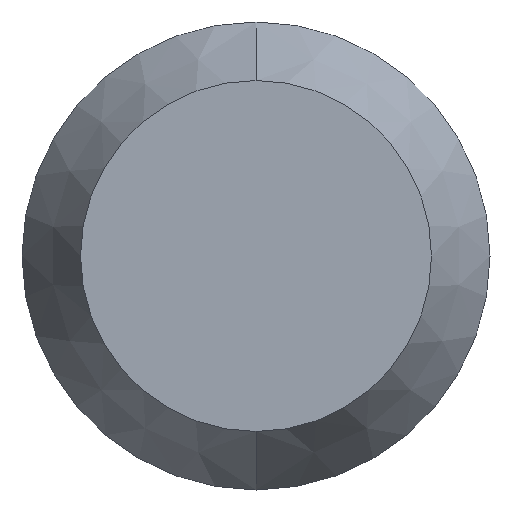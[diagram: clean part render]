
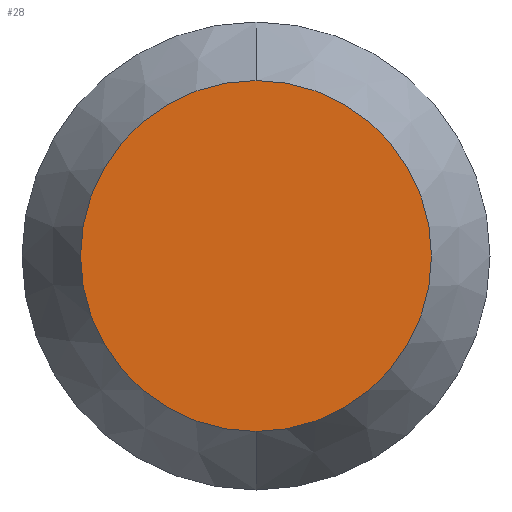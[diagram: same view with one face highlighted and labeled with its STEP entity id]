
A CAD part, front view. The second image highlights one B-rep face of the part: STEP entity #28.
In plain terms, the highlighted planar face has unit normal (0, -1, 0).
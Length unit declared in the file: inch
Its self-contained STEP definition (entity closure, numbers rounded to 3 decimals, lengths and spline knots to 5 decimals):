
#23 = EDGE_CURVE ( 'NONE', #224, #225, #25, .T. ) ;
#25 = CIRCLE ( 'NONE', #145, 0.46875 ) ;
#28 = ADVANCED_FACE ( 'NONE', ( #92 ), #201, .T. ) ;
#29 = CIRCLE ( 'NONE', #87, 0.46875 ) ;
#31 = EDGE_CURVE ( 'NONE', #225, #224, #29, .T. ) ;
#50 = CARTESIAN_POINT ( 'NONE',  ( 0., 0., 0. ) ) ;
#51 = DIRECTION ( 'NONE',  ( 0., -1., 0. ) ) ;
#52 = DIRECTION ( 'NONE',  ( 0., 0., -1. ) ) ;
#87 = AXIS2_PLACEMENT_3D ( 'NONE', #50, #51, #52 ) ;
#89 = AXIS2_PLACEMENT_3D ( 'NONE', #243, #244, #251 ) ;
#92 = FACE_OUTER_BOUND ( 'NONE', #253, .T. ) ;
#131 = CARTESIAN_POINT ( 'NONE',  ( 0., 0., -0.46875 ) ) ;
#132 = CARTESIAN_POINT ( 'NONE',  ( 0., 0., 0.46875 ) ) ;
#145 = AXIS2_PLACEMENT_3D ( 'NONE', #256, #257, #258 ) ;
#201 = PLANE ( 'NONE',  #89 ) ;
#222 = ORIENTED_EDGE ( 'NONE', *, *, #23, .T. ) ;
#224 = VERTEX_POINT ( 'NONE', #132 ) ;
#225 = VERTEX_POINT ( 'NONE', #131 ) ;
#243 = CARTESIAN_POINT ( 'NONE',  ( 0., 0., 0. ) ) ;
#244 = DIRECTION ( 'NONE',  ( 0., -1., 0. ) ) ;
#251 = DIRECTION ( 'NONE',  ( 0., 0., -1. ) ) ;
#253 = EDGE_LOOP ( 'NONE', ( #222, #260 ) ) ;
#256 = CARTESIAN_POINT ( 'NONE',  ( 0., 0., 0. ) ) ;
#257 = DIRECTION ( 'NONE',  ( 0., -1., 0. ) ) ;
#258 = DIRECTION ( 'NONE',  ( 0., 0., -1. ) ) ;
#260 = ORIENTED_EDGE ( 'NONE', *, *, #31, .T. ) ;
